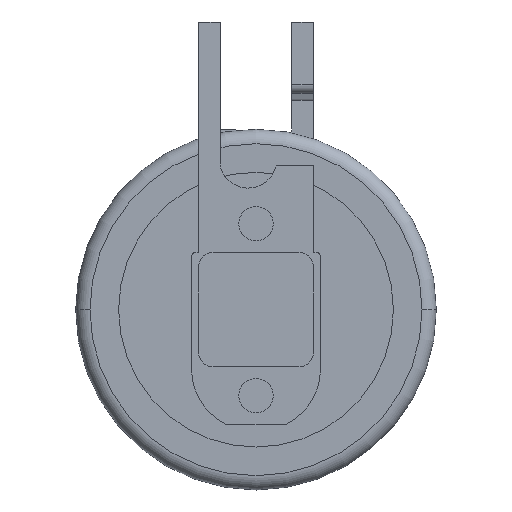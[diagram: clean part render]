
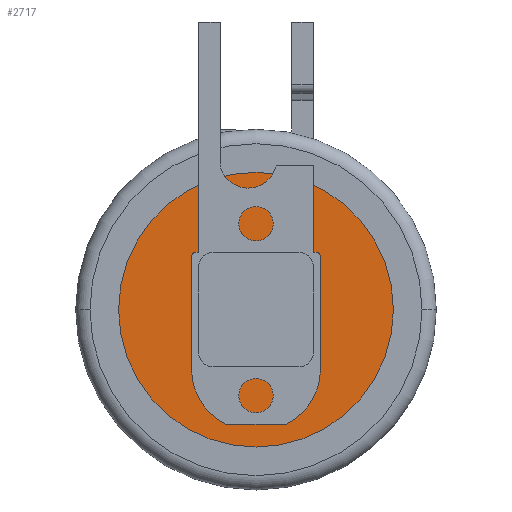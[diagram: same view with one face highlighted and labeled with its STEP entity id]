
A CAD part, front view. The second image highlights one B-rep face of the part: STEP entity #2717.
In plain terms, the highlighted planar face has unit normal (0, -1, 0).
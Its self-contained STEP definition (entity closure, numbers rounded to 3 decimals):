
#21 = CIRCLE ( 'NONE', #179, 4.8 ) ;
#32 = DIRECTION ( 'NONE',  ( 0., -1., 0. ) ) ;
#42 = DIRECTION ( 'NONE',  ( 0., -1., 0. ) ) ;
#73 = DIRECTION ( 'NONE',  ( 1., 0., 0. ) ) ;
#179 = AXIS2_PLACEMENT_3D ( 'NONE', #1155, #42, #73 ) ;
#198 = DIRECTION ( 'NONE',  ( 1., 0., 0. ) ) ;
#269 = PLANE ( 'NONE',  #1975 ) ;
#512 = EDGE_LOOP ( 'NONE', ( #2116, #739 ) ) ;
#562 = EDGE_CURVE ( 'NONE', #912, #3250, #2894, .T. ) ;
#566 = CARTESIAN_POINT ( 'NONE',  ( 0., 0.4, -1.875 ) ) ;
#739 = ORIENTED_EDGE ( 'NONE', *, *, #2867, .T. ) ;
#759 = VERTEX_POINT ( 'NONE', #3089 ) ;
#808 = DIRECTION ( 'NONE',  ( 1., 0., 0. ) ) ;
#912 = VERTEX_POINT ( 'NONE', #3032 ) ;
#1034 = DIRECTION ( 'NONE',  ( 1., 0., 0. ) ) ;
#1072 = DIRECTION ( 'NONE',  ( 1., 0., 0. ) ) ;
#1126 = EDGE_CURVE ( 'NONE', #3139, #759, #3081, .T. ) ;
#1155 = CARTESIAN_POINT ( 'NONE',  ( 0., 0.4, -1.875 ) ) ;
#1205 = FACE_OUTER_BOUND ( 'NONE', #512, .T. ) ;
#1277 = CARTESIAN_POINT ( 'NONE',  ( -2.131, 0.4, -1.875 ) ) ;
#1518 = DIRECTION ( 'NONE',  ( 0., -1., 0. ) ) ;
#1854 = CARTESIAN_POINT ( 'NONE',  ( 0., 0.4, -1.875 ) ) ;
#1928 = EDGE_LOOP ( 'NONE', ( #2443, #2477 ) ) ;
#1975 = AXIS2_PLACEMENT_3D ( 'NONE', #2679, #3218, #1072 ) ;
#2116 = ORIENTED_EDGE ( 'NONE', *, *, #562, .T. ) ;
#2326 = CARTESIAN_POINT ( 'NONE',  ( 0., 0.4, -1.875 ) ) ;
#2365 = CARTESIAN_POINT ( 'NONE',  ( 4.8, 0.4, -1.875 ) ) ;
#2443 = ORIENTED_EDGE ( 'NONE', *, *, #1126, .F. ) ;
#2477 = ORIENTED_EDGE ( 'NONE', *, *, #2809, .F. ) ;
#2505 = FACE_BOUND ( 'NONE', #1928, .T. ) ;
#2630 = DIRECTION ( 'NONE',  ( 0., -1., 0. ) ) ;
#2679 = CARTESIAN_POINT ( 'NONE',  ( 0., 0.4, 3.925 ) ) ;
#2717 = ADVANCED_FACE ( 'NONE', ( #2505, #1205 ), #269, .T. ) ;
#2809 = EDGE_CURVE ( 'NONE', #759, #3139, #3342, .T. ) ;
#2867 = EDGE_CURVE ( 'NONE', #3250, #912, #21, .T. ) ;
#2894 = CIRCLE ( 'NONE', #2899, 4.8 ) ;
#2899 = AXIS2_PLACEMENT_3D ( 'NONE', #1854, #2630, #1034 ) ;
#3032 = CARTESIAN_POINT ( 'NONE',  ( -4.8, 0.4, -1.875 ) ) ;
#3081 = CIRCLE ( 'NONE', #3152, 2.131 ) ;
#3089 = CARTESIAN_POINT ( 'NONE',  ( 2.131, 0.4, -1.875 ) ) ;
#3139 = VERTEX_POINT ( 'NONE', #1277 ) ;
#3152 = AXIS2_PLACEMENT_3D ( 'NONE', #2326, #1518, #198 ) ;
#3218 = DIRECTION ( 'NONE',  ( 0., -1., 0. ) ) ;
#3250 = VERTEX_POINT ( 'NONE', #2365 ) ;
#3286 = AXIS2_PLACEMENT_3D ( 'NONE', #566, #32, #808 ) ;
#3342 = CIRCLE ( 'NONE', #3286, 2.131 ) ;
